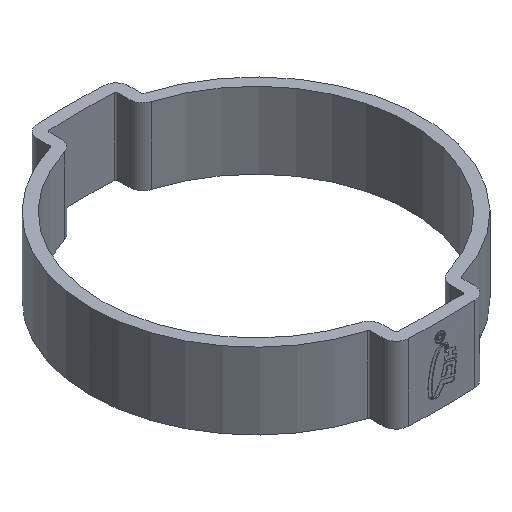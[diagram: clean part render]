
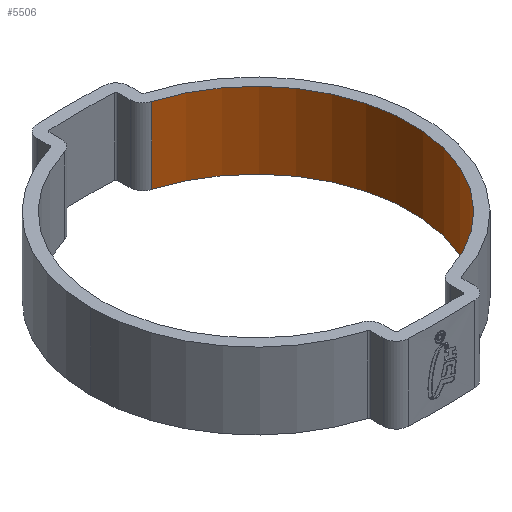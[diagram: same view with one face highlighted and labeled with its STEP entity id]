
A CAD part, isometric view. The second image highlights one B-rep face of the part: STEP entity #5506.
In plain terms, the highlighted cylindrical face has radius 20.25 mm (diameter 40.5 mm), a partial arc.
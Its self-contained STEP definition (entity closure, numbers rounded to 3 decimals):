
#35 = DIRECTION ( 'NONE',  ( -1., 0., 0. ) ) ;
#97 = CARTESIAN_POINT ( 'NONE',  ( 5.72, 19.425, 5. ) ) ;
#537 = DIRECTION ( 'NONE',  ( 0., 0., 1. ) ) ;
#542 = LINE ( 'NONE', #97, #2980 ) ;
#569 = VECTOR ( 'NONE', #3840, 1000. ) ;
#601 = AXIS2_PLACEMENT_3D ( 'NONE', #3550, #2732, #1439 ) ;
#654 = ORIENTED_EDGE ( 'NONE', *, *, #1007, .F. ) ;
#747 = CARTESIAN_POINT ( 'NONE',  ( 5.72, -19.425, 5. ) ) ;
#916 = DIRECTION ( 'NONE',  ( -1., 0., 0. ) ) ;
#1007 = EDGE_CURVE ( 'NONE', #2030, #4469, #4231, .T. ) ;
#1360 = CARTESIAN_POINT ( 'NONE',  ( 5.72, 19.425, -5. ) ) ;
#1439 = DIRECTION ( 'NONE',  ( -1., 0., 0. ) ) ;
#1753 = AXIS2_PLACEMENT_3D ( 'NONE', #4929, #537, #35 ) ;
#1849 = DIRECTION ( 'NONE',  ( 0., 0., -1. ) ) ;
#1966 = VERTEX_POINT ( 'NONE', #2283 ) ;
#2030 = VERTEX_POINT ( 'NONE', #3011 ) ;
#2283 = CARTESIAN_POINT ( 'NONE',  ( 5.72, -19.425, 5. ) ) ;
#2304 = EDGE_CURVE ( 'NONE', #1966, #2030, #5602, .T. ) ;
#2309 = EDGE_LOOP ( 'NONE', ( #654, #4295, #4009, #4776 ) ) ;
#2333 = CARTESIAN_POINT ( 'NONE',  ( 0., 0., 5. ) ) ;
#2732 = DIRECTION ( 'NONE',  ( 0., 0., -1. ) ) ;
#2980 = VECTOR ( 'NONE', #1849, 1000. ) ;
#3011 = CARTESIAN_POINT ( 'NONE',  ( 5.72, -19.425, -5. ) ) ;
#3148 = DIRECTION ( 'NONE',  ( 0., 0., 1. ) ) ;
#3175 = CYLINDRICAL_SURFACE ( 'NONE', #601, 20.25 ) ;
#3440 = CIRCLE ( 'NONE', #5273, 20.25 ) ;
#3500 = VERTEX_POINT ( 'NONE', #5209 ) ;
#3550 = CARTESIAN_POINT ( 'NONE',  ( 0., 0., 5. ) ) ;
#3840 = DIRECTION ( 'NONE',  ( 0., 0., -1. ) ) ;
#3970 = FACE_OUTER_BOUND ( 'NONE', #2309, .T. ) ;
#4009 = ORIENTED_EDGE ( 'NONE', *, *, #5496, .T. ) ;
#4231 = CIRCLE ( 'NONE', #1753, 20.25 ) ;
#4295 = ORIENTED_EDGE ( 'NONE', *, *, #2304, .F. ) ;
#4469 = VERTEX_POINT ( 'NONE', #1360 ) ;
#4776 = ORIENTED_EDGE ( 'NONE', *, *, #5603, .T. ) ;
#4929 = CARTESIAN_POINT ( 'NONE',  ( 0., 0., -5. ) ) ;
#5209 = CARTESIAN_POINT ( 'NONE',  ( 5.72, 19.425, 5. ) ) ;
#5273 = AXIS2_PLACEMENT_3D ( 'NONE', #2333, #3148, #916 ) ;
#5496 = EDGE_CURVE ( 'NONE', #1966, #3500, #3440, .T. ) ;
#5506 = ADVANCED_FACE ( 'NONE', ( #3970 ), #3175, .F. ) ;
#5602 = LINE ( 'NONE', #747, #569 ) ;
#5603 = EDGE_CURVE ( 'NONE', #3500, #4469, #542, .T. ) ;
